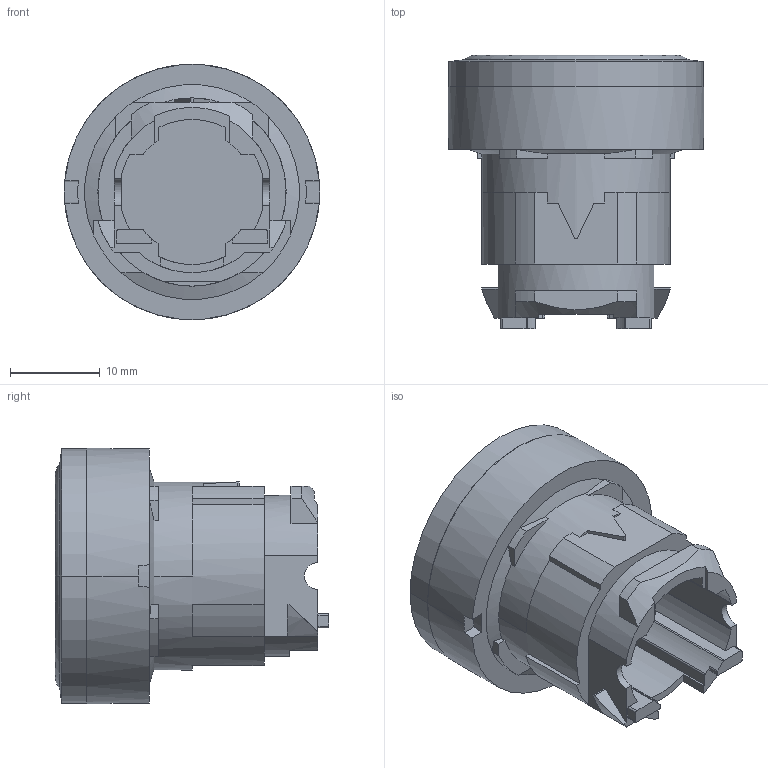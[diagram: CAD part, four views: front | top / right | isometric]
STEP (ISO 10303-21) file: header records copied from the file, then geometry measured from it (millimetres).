
FILE_DESCRIPTION((''),'2;1');
FILE_NAME('LA167-B4-BW33C','2024-01-17T',('Administrator'),('zyb.com'),'PRO/ENGINEER BY PARAMETRIC TECHNOLOGY CORPORATION, 2010280','PRO/ENGINEER BY PARAMETRIC TECHNOLOGY CORPORATION, 2010280','');
FILE_SCHEMA(('CONFIG_CONTROL_DESIGN','SHAPE_APPEARANCE_LAYERS_GROUPS'));
Length unit declared in the file: millimetre
Products named in the file (1): LA167-B4-BW33C
Bounding box: 28.5 x 30.5 x 28.5 mm (x, y, z)
Volume: 8085.4 mm3; surface area: 4734.4 mm2
Topology: 1 solids, 1 shells, 150 faces, 423 edges, 275 vertices
Faces by surface type: plane 84, cylinder 55, cone 7, torus 2, sphere 2
Entity records: 5005 total; most frequent: CARTESIAN_POINT 938, DIRECTION 852, ORIENTED_EDGE 842, EDGE_CURVE 421, AXIS2_PLACEMENT_3D 309, VERTEX_POINT 275, VECTOR 234, LINE 234
